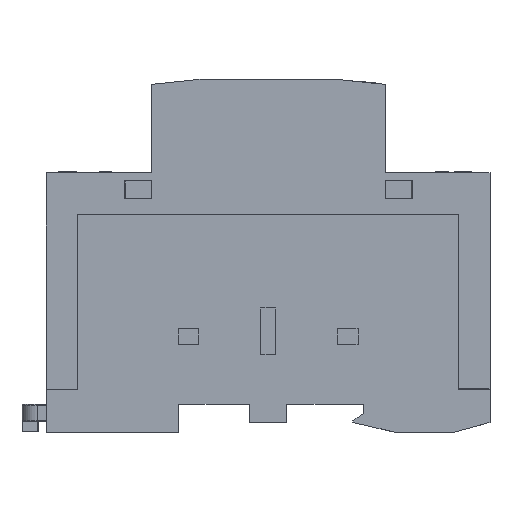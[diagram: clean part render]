
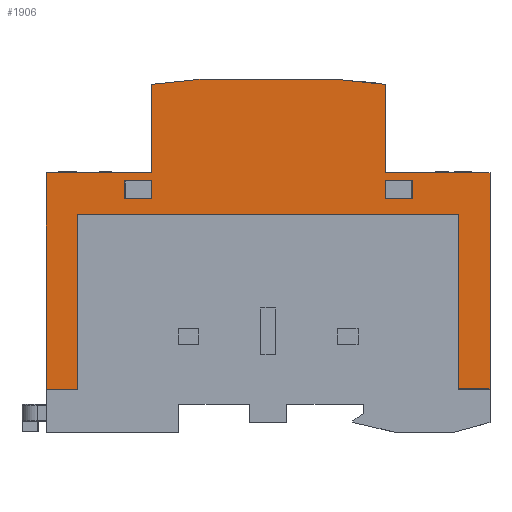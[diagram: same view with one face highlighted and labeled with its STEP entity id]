
A CAD part, front view. The second image highlights one B-rep face of the part: STEP entity #1906.
In plain terms, the highlighted planar face has unit normal (0, -1, 0).
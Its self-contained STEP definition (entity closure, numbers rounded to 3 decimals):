
#1906=ADVANCED_FACE('',(#12341,#12343,#12345),#12347,.F.);
#12341=FACE_BOUND('',#12342,.T.);
#12342=EDGE_LOOP('',(#23479,#23480,#23481,#23482,#23483,#23484,#23485,#23486,#23487,
#23488,#23489,#23490,#23491,#23492,#23493,#23494));
#12343=FACE_BOUND('',#12344,.T.);
#12344=EDGE_LOOP('',(#23495,#23496,#23497,#23498));
#12345=FACE_BOUND('',#12346,.T.);
#12346=EDGE_LOOP('',(#23499,#23500,#23501,#23502));
#12347=PLANE('',#12348);
#12348=AXIS2_PLACEMENT_3D('',#12349,#12350,#12351);
#12349=CARTESIAN_POINT('',(0.,-54.32,0.));
#12350=DIRECTION('',(0.,1.,0.));
#12351=DIRECTION('',(-1.,0.,0.));
#23479=ORIENTED_EDGE('',*,*,#32738,.T.);
#23480=ORIENTED_EDGE('',*,*,#32737,.T.);
#23481=ORIENTED_EDGE('',*,*,#32734,.T.);
#23482=ORIENTED_EDGE('',*,*,#32732,.T.);
#23483=ORIENTED_EDGE('',*,*,#32730,.T.);
#23484=ORIENTED_EDGE('',*,*,#32680,.F.);
#23485=ORIENTED_EDGE('',*,*,#32739,.F.);
#23486=ORIENTED_EDGE('',*,*,#32740,.F.);
#23487=ORIENTED_EDGE('',*,*,#32741,.F.);
#23488=ORIENTED_EDGE('',*,*,#32742,.F.);
#23489=ORIENTED_EDGE('',*,*,#32743,.F.);
#23490=ORIENTED_EDGE('',*,*,#32744,.F.);
#23491=ORIENTED_EDGE('',*,*,#32745,.F.);
#23492=ORIENTED_EDGE('',*,*,#32746,.F.);
#23493=ORIENTED_EDGE('',*,*,#32747,.T.);
#23494=ORIENTED_EDGE('',*,*,#32411,.T.);
#23495=ORIENTED_EDGE('',*,*,#32748,.T.);
#23496=ORIENTED_EDGE('',*,*,#32749,.T.);
#23497=ORIENTED_EDGE('',*,*,#32750,.T.);
#23498=ORIENTED_EDGE('',*,*,#32751,.T.);
#23499=ORIENTED_EDGE('',*,*,#32752,.T.);
#23500=ORIENTED_EDGE('',*,*,#32753,.T.);
#23501=ORIENTED_EDGE('',*,*,#32754,.T.);
#23502=ORIENTED_EDGE('',*,*,#32755,.T.);
#32411=EDGE_CURVE('',#38233,#37775,#38234,.F.);
#32680=EDGE_CURVE('',#38658,#38660,#38661,.T.);
#32730=EDGE_CURVE('',#38759,#38660,#38760,.T.);
#32732=EDGE_CURVE('',#38762,#38759,#38763,.T.);
#32734=EDGE_CURVE('',#38765,#38762,#38766,.T.);
#32737=EDGE_CURVE('',#38768,#38765,#38770,.T.);
#32738=EDGE_CURVE('',#37775,#38768,#38771,.T.);
#32739=EDGE_CURVE('',#38772,#38658,#38773,.T.);
#32740=EDGE_CURVE('',#38774,#38772,#38775,.T.);
#32741=EDGE_CURVE('',#38776,#38774,#38777,.T.);
#32742=EDGE_CURVE('',#38778,#38776,#38779,.T.);
#32743=EDGE_CURVE('',#38780,#38778,#38781,.T.);
#32744=EDGE_CURVE('',#38782,#38780,#38783,.T.);
#32745=EDGE_CURVE('',#38784,#38782,#38785,.F.);
#32746=EDGE_CURVE('',#38786,#38784,#38787,.T.);
#32747=EDGE_CURVE('',#38786,#38233,#38788,.T.);
#32748=EDGE_CURVE('',#38789,#38790,#38791,.T.);
#32749=EDGE_CURVE('',#38790,#38792,#38793,.T.);
#32750=EDGE_CURVE('',#38792,#38794,#38795,.T.);
#32751=EDGE_CURVE('',#38794,#38789,#38796,.T.);
#32752=EDGE_CURVE('',#38797,#38798,#38799,.T.);
#32753=EDGE_CURVE('',#38798,#38800,#38801,.T.);
#32754=EDGE_CURVE('',#38800,#38802,#38803,.T.);
#32755=EDGE_CURVE('',#38802,#38797,#38804,.T.);
#37775=VERTEX_POINT('',#49641);
#38233=VERTEX_POINT('',#50607);
#38234=LINE('',#50608,#50609);
#38658=VERTEX_POINT('',#51568);
#38660=VERTEX_POINT('',#51572);
#38661=LINE('',#51573,#51574);
#38759=VERTEX_POINT('',#51771);
#38760=LINE('',#51772,#51773);
#38762=VERTEX_POINT('',#51778);
#38763=LINE('',#51779,#51780);
#38765=VERTEX_POINT('',#51785);
#38766=LINE('',#51786,#51787);
#38768=VERTEX_POINT('',#51792);
#38770=LINE('',#51796,#51797);
#38771=LINE('',#51799,#51800);
#38772=VERTEX_POINT('',#51802);
#38773=LINE('',#51803,#51804);
#38774=VERTEX_POINT('',#51806);
#38775=LINE('',#51807,#51808);
#38776=VERTEX_POINT('',#51810);
#38777=LINE('',#51811,#51812);
#38778=VERTEX_POINT('',#51814);
#38779=LINE('',#51815,#51816);
#38780=VERTEX_POINT('',#51818);
#38781=LINE('',#51819,#51820);
#38782=VERTEX_POINT('',#51822);
#38783=LINE('',#51823,#51824);
#38784=VERTEX_POINT('',#51826);
#38785=LINE('',#51827,#51828);
#38786=VERTEX_POINT('',#51830);
#38787=LINE('',#51831,#51832);
#38788=LINE('',#51834,#51835);
#38789=VERTEX_POINT('',#51837);
#38790=VERTEX_POINT('',#51838);
#38791=LINE('',#51839,#51840);
#38792=VERTEX_POINT('',#51842);
#38793=LINE('',#51843,#51844);
#38794=VERTEX_POINT('',#51846);
#38795=LINE('',#51847,#51848);
#38796=LINE('',#51850,#51851);
#38797=VERTEX_POINT('',#51853);
#38798=VERTEX_POINT('',#51854);
#38799=LINE('',#51855,#51856);
#38800=VERTEX_POINT('',#51858);
#38801=LINE('',#51859,#51860);
#38802=VERTEX_POINT('',#51862);
#38803=LINE('',#51863,#51864);
#38804=LINE('',#51866,#51867);
#49641=CARTESIAN_POINT('',(102.74,-54.32,7.4));
#50607=CARTESIAN_POINT('',(102.74,-54.32,7.5));
#50608=CARTESIAN_POINT('',(102.74,-54.32,7.4));
#50609=VECTOR('',#50610,1.);
#50610=DIRECTION('',(0.,0.,1.));
#51568=CARTESIAN_POINT('',(188.,-54.32,49.));
#51572=CARTESIAN_POINT('',(188.,-54.32,7.5));
#51573=CARTESIAN_POINT('',(188.,-54.32,49.));
#51574=VECTOR('',#51575,1.);
#51575=DIRECTION('',(0.,0.,-1.));
#51771=CARTESIAN_POINT('',(182.,-54.32,7.5));
#51772=CARTESIAN_POINT('',(182.,-54.32,7.5));
#51773=VECTOR('',#51774,1.);
#51774=DIRECTION('',(1.,0.,0.));
#51778=CARTESIAN_POINT('',(182.,-54.32,41.));
#51779=CARTESIAN_POINT('',(182.,-54.32,41.));
#51780=VECTOR('',#51781,1.);
#51781=DIRECTION('',(0.,0.,-1.));
#51785=CARTESIAN_POINT('',(108.64,-54.32,41.));
#51786=CARTESIAN_POINT('',(108.64,-54.32,41.));
#51787=VECTOR('',#51788,1.);
#51788=DIRECTION('',(1.,0.,0.));
#51792=CARTESIAN_POINT('',(108.64,-54.32,7.4));
#51796=CARTESIAN_POINT('',(108.64,-54.32,7.4));
#51797=VECTOR('',#51798,1.);
#51798=DIRECTION('',(0.,0.,1.));
#51799=CARTESIAN_POINT('',(102.74,-54.32,7.4));
#51800=VECTOR('',#51801,1.);
#51801=DIRECTION('',(1.,0.,0.));
#51802=CARTESIAN_POINT('',(167.82,-54.32,49.));
#51803=CARTESIAN_POINT('',(167.82,-54.32,49.));
#51804=VECTOR('',#51805,1.);
#51805=DIRECTION('',(1.,0.,0.));
#51806=CARTESIAN_POINT('',(167.82,-54.32,66.));
#51807=CARTESIAN_POINT('',(167.82,-54.32,66.));
#51808=VECTOR('',#51809,1.);
#51809=DIRECTION('',(0.,0.,-1.));
#51810=CARTESIAN_POINT('',(158.22,-54.32,67.));
#51811=CARTESIAN_POINT('',(158.22,-54.32,67.));
#51812=VECTOR('',#51813,1.);
#51813=DIRECTION('',(0.995,0.,-0.104));
#51814=CARTESIAN_POINT('',(132.42,-54.32,67.));
#51815=CARTESIAN_POINT('',(132.42,-54.32,67.));
#51816=VECTOR('',#51817,1.);
#51817=DIRECTION('',(1.,0.,0.));
#51818=CARTESIAN_POINT('',(122.82,-54.32,66.));
#51819=CARTESIAN_POINT('',(122.82,-54.32,66.));
#51820=VECTOR('',#51821,1.);
#51821=DIRECTION('',(0.995,0.,0.104));
#51822=CARTESIAN_POINT('',(122.82,-54.32,49.));
#51823=CARTESIAN_POINT('',(122.82,-54.32,49.));
#51824=VECTOR('',#51825,1.);
#51825=DIRECTION('',(0.,0.,1.));
#51826=CARTESIAN_POINT('',(102.64,-54.32,49.));
#51827=CARTESIAN_POINT('',(122.82,-54.32,49.));
#51828=VECTOR('',#51829,1.);
#51829=DIRECTION('',(-1.,0.,0.));
#51830=CARTESIAN_POINT('',(102.64,-54.32,7.5));
#51831=CARTESIAN_POINT('',(102.64,-54.32,7.5));
#51832=VECTOR('',#51833,1.);
#51833=DIRECTION('',(0.,0.,1.));
#51834=CARTESIAN_POINT('',(102.64,-54.32,7.5));
#51835=VECTOR('',#51836,1.);
#51836=DIRECTION('',(1.,0.,0.));
#51837=CARTESIAN_POINT('',(167.82,-54.32,47.5));
#51838=CARTESIAN_POINT('',(173.02,-54.32,47.5));
#51839=CARTESIAN_POINT('',(167.82,-54.32,47.5));
#51840=VECTOR('',#51841,1.);
#51841=DIRECTION('',(1.,0.,0.));
#51842=CARTESIAN_POINT('',(173.02,-54.32,44.));
#51843=CARTESIAN_POINT('',(173.02,-54.32,47.5));
#51844=VECTOR('',#51845,1.);
#51845=DIRECTION('',(0.,0.,-1.));
#51846=CARTESIAN_POINT('',(167.82,-54.32,44.));
#51847=CARTESIAN_POINT('',(173.02,-54.32,44.));
#51848=VECTOR('',#51849,1.);
#51849=DIRECTION('',(-1.,0.,0.));
#51850=CARTESIAN_POINT('',(167.82,-54.32,44.));
#51851=VECTOR('',#51852,1.);
#51852=DIRECTION('',(0.,0.,1.));
#51853=CARTESIAN_POINT('',(117.62,-54.32,47.5));
#51854=CARTESIAN_POINT('',(122.82,-54.32,47.5));
#51855=CARTESIAN_POINT('',(117.62,-54.32,47.5));
#51856=VECTOR('',#51857,1.);
#51857=DIRECTION('',(1.,0.,0.));
#51858=CARTESIAN_POINT('',(122.82,-54.32,44.));
#51859=CARTESIAN_POINT('',(122.82,-54.32,47.5));
#51860=VECTOR('',#51861,1.);
#51861=DIRECTION('',(0.,0.,-1.));
#51862=CARTESIAN_POINT('',(117.62,-54.32,44.));
#51863=CARTESIAN_POINT('',(122.82,-54.32,44.));
#51864=VECTOR('',#51865,1.);
#51865=DIRECTION('',(-1.,0.,0.));
#51866=CARTESIAN_POINT('',(117.62,-54.32,44.));
#51867=VECTOR('',#51868,1.);
#51868=DIRECTION('',(0.,0.,1.));
